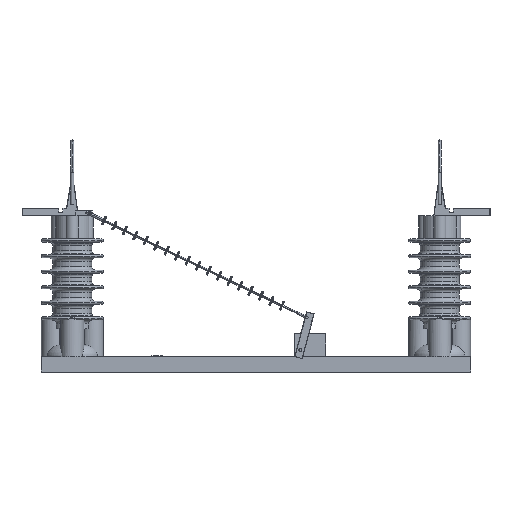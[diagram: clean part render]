
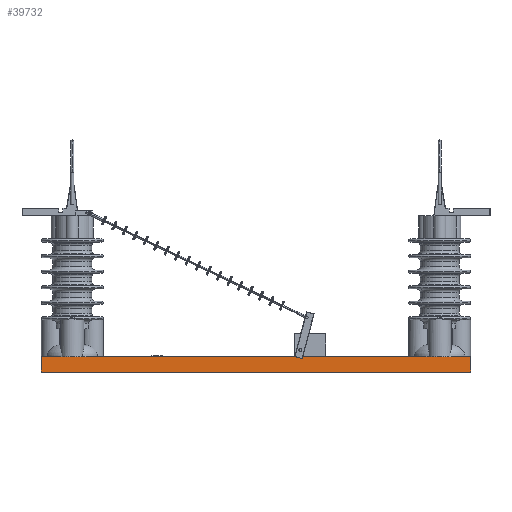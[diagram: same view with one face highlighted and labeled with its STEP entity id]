
A CAD part, front view. The second image highlights one B-rep face of the part: STEP entity #39732.
In plain terms, the highlighted planar face has unit normal (0, -1, 0).
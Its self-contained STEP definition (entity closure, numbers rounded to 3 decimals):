
#38075=DIRECTION('',(0.,0.,1.));
#38076=VECTOR('',#38075,20.);
#38077=CARTESIAN_POINT('',(0.,0.,0.));
#38078=LINE('',#38077,#38076);
#38096=DIRECTION('',(0.,0.,1.));
#38097=VECTOR('',#38096,20.);
#38098=CARTESIAN_POINT('',(555.,0.,0.));
#38099=LINE('',#38098,#38097);
#38103=DIRECTION('',(1.,0.,0.));
#38104=VECTOR('',#38103,555.);
#38105=CARTESIAN_POINT('',(0.,0.,0.));
#38106=LINE('',#38105,#38104);
#38131=DIRECTION('',(1.,0.,0.));
#38132=VECTOR('',#38131,555.);
#38133=CARTESIAN_POINT('',(0.,0.,20.));
#38134=LINE('',#38133,#38132);
#39629=CARTESIAN_POINT('',(0.,0.,20.));
#39630=VERTEX_POINT('',#39629);
#39631=CARTESIAN_POINT('',(555.,0.,20.));
#39632=VERTEX_POINT('',#39631);
#39634=CARTESIAN_POINT('',(0.,0.,0.));
#39636=VERTEX_POINT('',#39634);
#39639=CARTESIAN_POINT('',(555.,0.,0.));
#39640=VERTEX_POINT('',#39639);
#39719=CARTESIAN_POINT('',(555.,0.,1.));
#39720=DIRECTION('',(0.,-1.,0.));
#39721=DIRECTION('',(0.,0.,-1.));
#39722=AXIS2_PLACEMENT_3D('',#39719,#39720,#39721);
#39723=PLANE('',#39722);
#39724=ORIENTED_EDGE('',*,*,#39699,.T.);
#39726=ORIENTED_EDGE('',*,*,#39725,.T.);
#39728=ORIENTED_EDGE('',*,*,#39727,.F.);
#39729=ORIENTED_EDGE('',*,*,#39710,.F.);
#39730=EDGE_LOOP('',(#39724,#39726,#39728,#39729));
#39731=FACE_OUTER_BOUND('',#39730,.F.);
#39699=EDGE_CURVE('',#39636,#39630,#38078,.T.);
#39710=EDGE_CURVE('',#39636,#39640,#38106,.T.);
#39725=EDGE_CURVE('',#39630,#39632,#38134,.T.);
#39727=EDGE_CURVE('',#39640,#39632,#38099,.T.);
#39732=ADVANCED_FACE('',(#39731),#39723,.T.);
